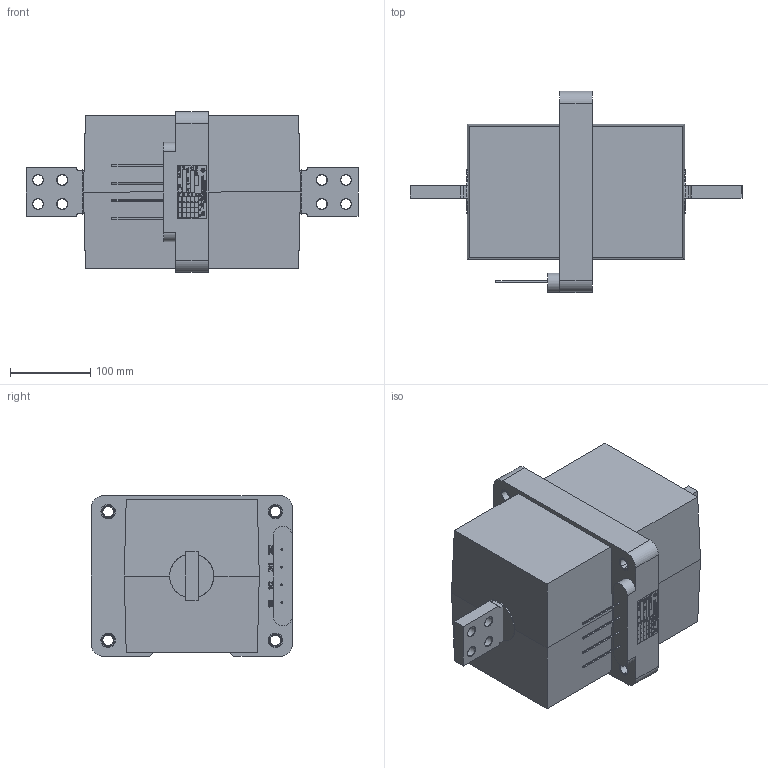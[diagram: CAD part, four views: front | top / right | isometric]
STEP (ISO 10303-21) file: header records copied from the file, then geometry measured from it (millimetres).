
FILE_DESCRIPTION (( 'STEP AP214' ), '1' );
FILE_NAME ('ﾒﾋﾊ-ﾑﾒ-10-ﾒﾏﾊ5(1000ﾀ-2000ﾀ).STEP', '2023-07-20T10:33:41', ( '' ), ( '' ), 'SwSTEP 2.0', 'SolidWorks 2014', '' );
FILE_SCHEMA (( 'AUTOMOTIVE_DESIGN' ));
Length unit declared in the file: millimetre
Products named in the file (41): hex screw gradec_din; curved spring lock washer_din_Spring washer DIN 128 - A6; curved spring lock washer_din; plain washer grade c_din_Washer DIN 126 - 6.6; plain washer grade c_din; ÂÅÈÓ.758472.007-01 Ãàéêà; ����.671224.304-01-01��_���-��-10-���5; ïðîâîä^Êîïèÿ Ñáîðêà3_ÈÁËÒ.671213.019-01 ÒËÊ-ÑÒ-10-7; ������ ���-10_-�-2-� ���.; 屡扔.713174.003 买箅赅_-01; Êîðïóñ ÒÏÊ-10; ÂÅÈÓ.754312.168 Òàáëè÷êà òåõíè÷åñêèõ äàííûõ ÒËÊ-ÑÒ_; 屡扔.713174.003 买箅赅; 屡扔.685528.004 罔磬 磬觐礤黜桕郷; ﾒﾋﾊ-ﾑﾒ-10-ﾒﾏﾊ5(1000ﾀ-2000ﾀ); Íàêîíå÷íèê ñ ïðîâîäîì_00; Êîïèÿ Êîïèÿ Ñáîðêà3^Ñáîðêà2; ÂÅÈÓ.754312.168 Òàáëè÷êà òåõíè÷åñêèõ äàííûõ ÒËÊ-ÑÒ__-00; 屡扔.685528.004 罔磬 磬觐礤黜桕郷_-01; hex screw gradec_din_ISO 4018 - M6 x 12-NN
Assembly tree (31 placements, depth 4):
  hex screw gradec_din
  hex screw gradec_din
  curved spring lock washer_din
  plain washer grade c_din
  ÂÅÈÓ.758472.007-01 Ãàéêà
Bounding box: 413 x 250.6 x 200 mm (x, y, z)
Volume: 9355604.4 mm3; surface area: 377195.8 mm2
Topology: 28 solids, 32 shells, 2552 faces, 6578 edges, 4324 vertices
Faces by surface type: plane 1503, bspline 694, cylinder 211, cone 128, torus 16
Entity records: 119275 total; most frequent: CARTESIAN_POINT 48598, ORIENTED_EDGE 11616, DIRECTION 7774, EDGE_CURVE 5808, LINE 4140, VECTOR 4140, VERTEX_POINT 3857, EDGE_LOOP 2481
